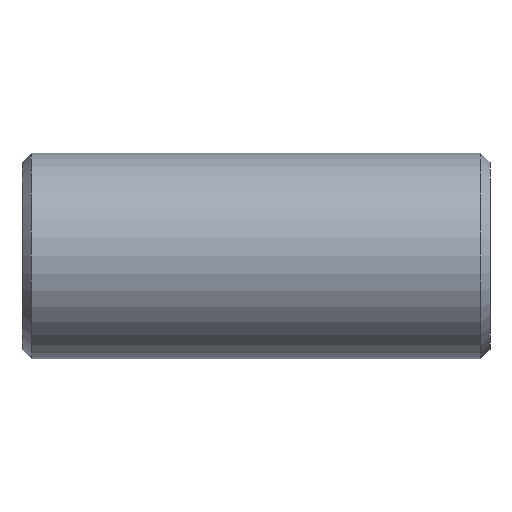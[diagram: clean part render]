
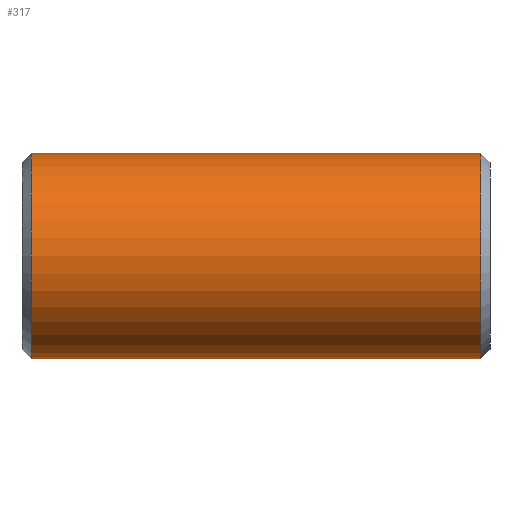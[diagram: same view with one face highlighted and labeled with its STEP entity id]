
A CAD part, front view. The second image highlights one B-rep face of the part: STEP entity #317.
In plain terms, the highlighted cylindrical face has radius 16.764 mm (diameter 33.528 mm), a partial arc.
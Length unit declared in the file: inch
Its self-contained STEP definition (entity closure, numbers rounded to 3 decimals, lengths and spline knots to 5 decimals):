
#14 = CYLINDRICAL_SURFACE ( 'NONE', #32, 0.66 ) ;
#32 = AXIS2_PLACEMENT_3D ( 'NONE', #235, #459, #630 ) ;
#72 = VERTEX_POINT ( 'NONE', #313 ) ;
#73 = AXIS2_PLACEMENT_3D ( 'NONE', #161, #386, #611 ) ;
#111 = EDGE_CURVE ( 'NONE', #693, #479, #434, .T. ) ;
#114 = DIRECTION ( 'NONE',  ( -1., 0., 0. ) ) ;
#147 = AXIS2_PLACEMENT_3D ( 'NONE', #570, #277, #162 ) ;
#149 = DIRECTION ( 'NONE',  ( -1., 0., 0. ) ) ;
#159 = CARTESIAN_POINT ( 'NONE',  ( -1.44033, 0., -0.66 ) ) ;
#161 = CARTESIAN_POINT ( 'NONE',  ( 1.44033, 0., 0. ) ) ;
#162 = DIRECTION ( 'NONE',  ( 0., 0., 1. ) ) ;
#206 = CARTESIAN_POINT ( 'NONE',  ( 1.5, 0., -0.66 ) ) ;
#231 = EDGE_CURVE ( 'NONE', #255, #72, #523, .T. ) ;
#235 = CARTESIAN_POINT ( 'NONE',  ( 1.5, 0., 0. ) ) ;
#254 = CARTESIAN_POINT ( 'NONE',  ( 1.44033, 0., -0.66 ) ) ;
#255 = VERTEX_POINT ( 'NONE', #567 ) ;
#277 = DIRECTION ( 'NONE',  ( 1., 0., 0. ) ) ;
#313 = CARTESIAN_POINT ( 'NONE',  ( -1.44033, 0., 0.66 ) ) ;
#317 = ADVANCED_FACE ( 'NONE', ( #520 ), #14, .T. ) ;
#333 = CARTESIAN_POINT ( 'NONE',  ( 1.5, 0., 0.66 ) ) ;
#371 = CIRCLE ( 'NONE', #147, 0.66 ) ;
#386 = DIRECTION ( 'NONE',  ( -1., 0., 0. ) ) ;
#397 = VECTOR ( 'NONE', #114, 39.37008 ) ;
#404 = ORIENTED_EDGE ( 'NONE', *, *, #111, .F. ) ;
#421 = EDGE_CURVE ( 'NONE', #72, #479, #371, .T. ) ;
#434 = LINE ( 'NONE', #206, #680 ) ;
#450 = ORIENTED_EDGE ( 'NONE', *, *, #421, .T. ) ;
#459 = DIRECTION ( 'NONE',  ( -1., 0., 0. ) ) ;
#472 = ORIENTED_EDGE ( 'NONE', *, *, #231, .T. ) ;
#479 = VERTEX_POINT ( 'NONE', #159 ) ;
#503 = EDGE_CURVE ( 'NONE', #693, #255, #664, .T. ) ;
#520 = FACE_OUTER_BOUND ( 'NONE', #647, .T. ) ;
#523 = LINE ( 'NONE', #333, #397 ) ;
#567 = CARTESIAN_POINT ( 'NONE',  ( 1.44033, 0., 0.66 ) ) ;
#570 = CARTESIAN_POINT ( 'NONE',  ( -1.44033, 0., 0. ) ) ;
#585 = ORIENTED_EDGE ( 'NONE', *, *, #503, .T. ) ;
#611 = DIRECTION ( 'NONE',  ( 0., 0., -1. ) ) ;
#630 = DIRECTION ( 'NONE',  ( 0., 0., 1. ) ) ;
#647 = EDGE_LOOP ( 'NONE', ( #404, #585, #472, #450 ) ) ;
#664 = CIRCLE ( 'NONE', #73, 0.66 ) ;
#680 = VECTOR ( 'NONE', #149, 39.37008 ) ;
#693 = VERTEX_POINT ( 'NONE', #254 ) ;
